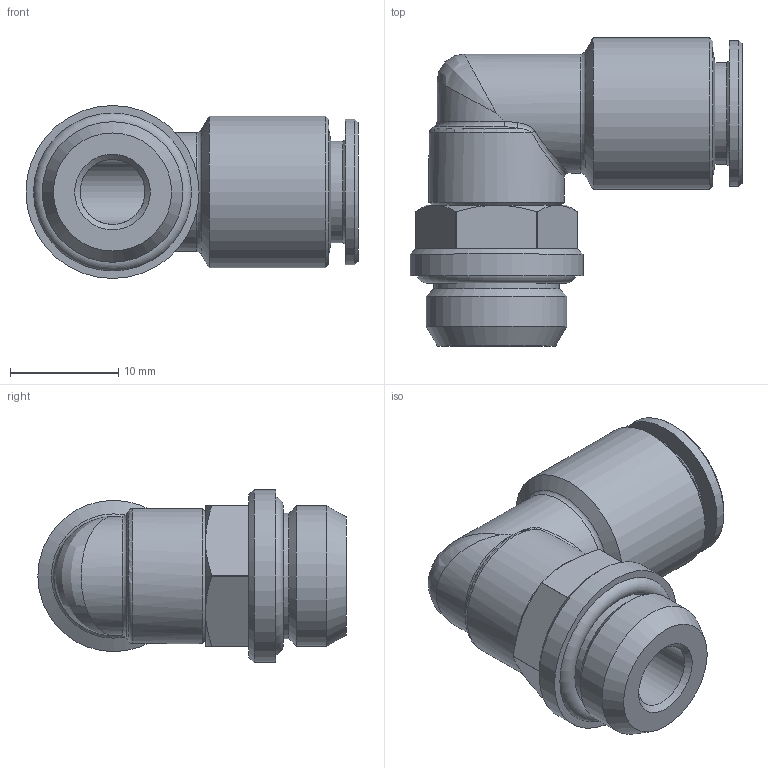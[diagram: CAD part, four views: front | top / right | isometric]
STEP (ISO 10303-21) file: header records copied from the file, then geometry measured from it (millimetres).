
FILE_DESCRIPTION(/* description */ ('STEP AP214'),/* implementation_level */ '2;1');
FILE_NAME(/* name */ 'A0060042',/* time_stamp */ '2023-04-13T08:17:53+02:00',/* author */ ('License CC BY-ND 4.0'),/* organization */ ('CADENAS'),/* preprocessor_version */ 'ST-DEVELOPER v19.3',/* originating_system */ 'PARTsolutions',/* authorisation */ ' ');
FILE_SCHEMA (('AUTOMOTIVE_DESIGN {1 0 10303 214 3 1 1}'));
Length unit declared in the file: millimetre
Products named in the file (1): A0060042
Bounding box: 30.7 x 28.5 x 16 mm (x, y, z)
Volume: 4054.3 mm3; surface area: 3237.4 mm2
Topology: 1 solids, 1 shells, 67 faces, 148 edges, 85 vertices
Faces by surface type: plane 19, cone 19, cylinder 19, bspline 6, torus 4
Full cylindrical faces by diameter (mm): 6 x2, 8.15 x1, 9.4 x1, 11 x1, 11.6 x1, 12.5 x1, 13 x1, 13.5 x1, 14 x1, 16 x1
Entity records: 2582 total; most frequent: CARTESIAN_POINT 830, DIRECTION 272, ORIENTED_EDGE 224, AXIS2_PLACEMENT_3D 127, EDGE_CURVE 112, EDGE_LOOP 97, FACE_BOUND 97, VERTEX_POINT 77
